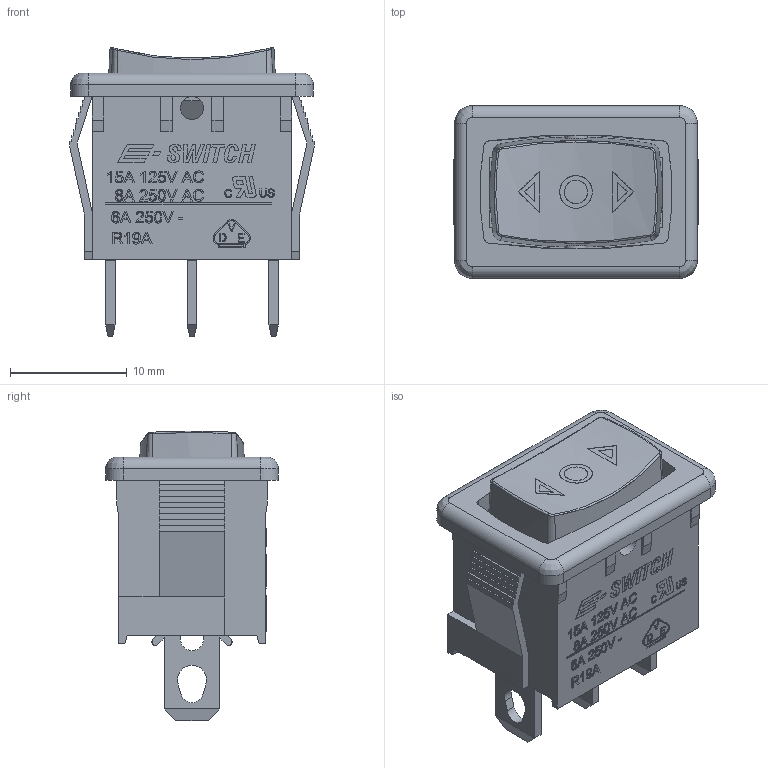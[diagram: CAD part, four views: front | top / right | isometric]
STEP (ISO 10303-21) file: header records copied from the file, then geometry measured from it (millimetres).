
FILE_DESCRIPTION((''),'2;1');
FILE_NAME('R1966IBLKBLKHF.stp','2011-06-23T15:05:20',('banderson'),(''),'Autodesk Inventor 11','Autodesk Inventor 11','');
FILE_SCHEMA(('AUTOMOTIVE_DESIGN { 1 0 10303 214 1 1 1 1 }'));
Length unit declared in the file: millimetre
Products named in the file (4): M309306; R1966 HOUSING STD; R1966 TERM F; ACUATOR H
Assembly tree (5 placements, depth 2):
  M309306
    R1966 HOUSING STD
    R1966 TERM F  x3
    ACUATOR H
Bounding box: 20.94 x 14.8 x 24.8 mm (x, y, z)
Volume: 1790.4 mm3; surface area: 3620.3 mm2
Topology: 5 solids, 5 shells, 987 faces, 2665 edges, 1762 vertices
Faces by surface type: plane 541, bspline 377, cylinder 57, cone 12
Full cylindrical faces by diameter (mm): 2 x6
Entity records: 34472 total; most frequent: CARTESIAN_POINT 12990, ORIENTED_EDGE 5084, DIRECTION 3128, EDGE_CURVE 2542, VECTOR 1758, LINE 1758, VERTEX_POINT 1684, EDGE_LOOP 1036
